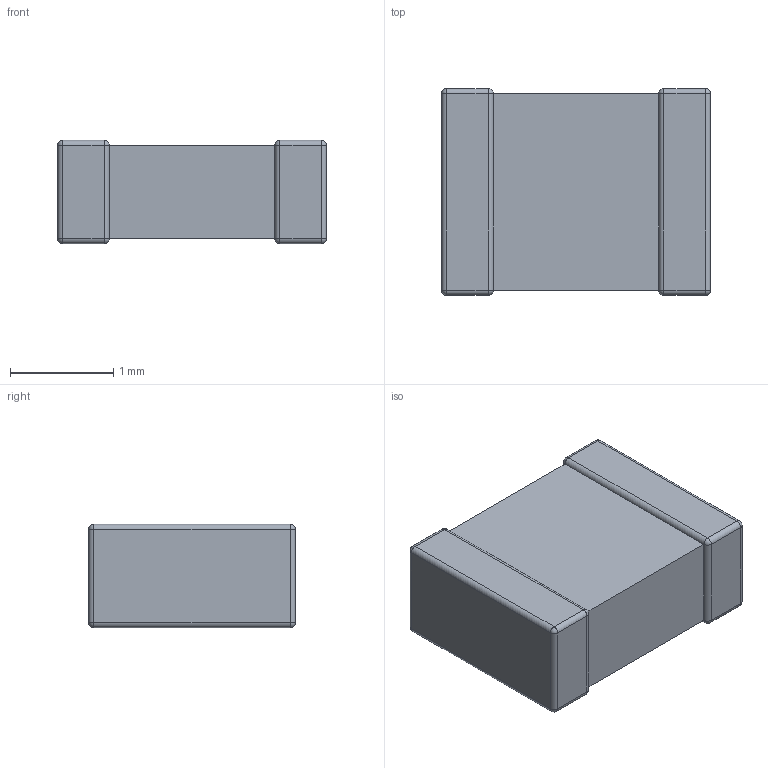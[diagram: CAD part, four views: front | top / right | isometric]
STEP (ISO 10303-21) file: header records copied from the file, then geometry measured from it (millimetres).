
FILE_DESCRIPTION((''),'2;1');
FILE_NAME('INDC2620X100N.stp','2014-10-01T09:22:32',(''),(''),'Mechanical Desktop 2011','Mechanical Desktop 2011',', , ');
FILE_SCHEMA(('AUTOMOTIVE_DESIGN { 1 2 10303 214 1 1 1 1 }'));
Length unit declared in the file: millimetre
Products named in the file (1): Product
Bounding box: 2.6 x 2 x 1 mm (x, y, z)
Volume: 4.7 mm3; surface area: 25.8 mm2
Topology: 3 solids, 3 shells, 58 faces, 124 edges, 56 vertices
Faces by surface type: cylinder 24, plane 18, sphere 16
Entity records: 1446 total; most frequent: DIRECTION 274, CARTESIAN_POINT 223, ORIENTED_EDGE 216, EDGE_CURVE 108, AXIS2_PLACEMENT_3D 107, VECTOR 60, LINE 60, EDGE_LOOP 58
